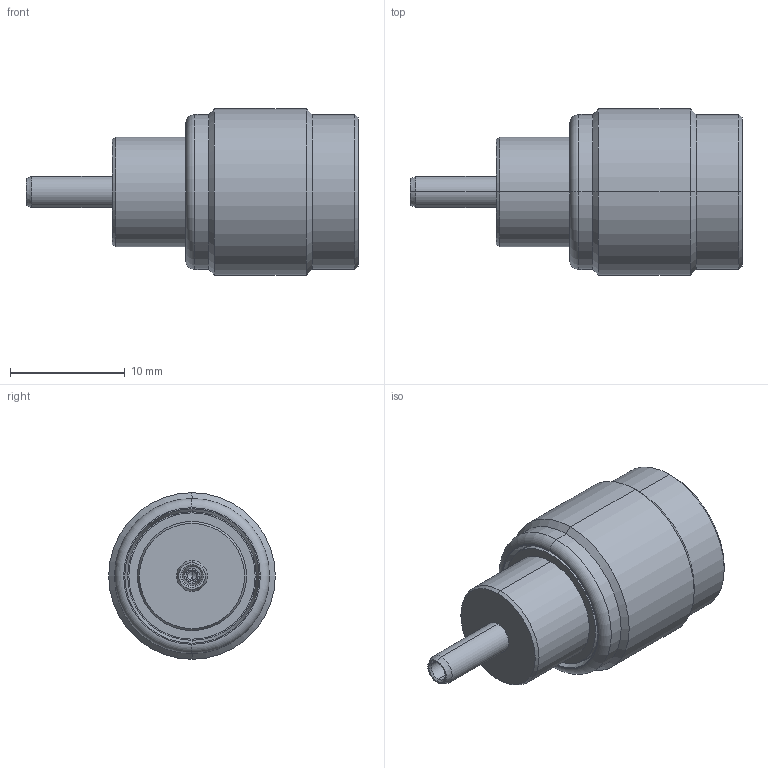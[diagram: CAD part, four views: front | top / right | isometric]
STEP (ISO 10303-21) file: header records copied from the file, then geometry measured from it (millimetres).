
FILE_DESCRIPTION (( 'STEP AP214' ), '1' );
FILE_NAME ('ARTP-1100.STEP', '2018-07-27T14:06:04', ( '' ), ( '' ), 'SwSTEP 2.0', 'SolidWorks 2017', '' );
FILE_SCHEMA (( 'AUTOMOTIVE_DESIGN' ));
Length unit declared in the file: inch
Products named in the file (1): ARTP-1100
Bounding box: 28.9 x 14.5 x 14.5 mm (x, y, z)
Volume: 2073 mm3; surface area: 2489.3 mm2
Topology: 1 solids, 1 shells, 123 faces, 248 edges, 138 vertices
Faces by surface type: cone 60, cylinder 38, plane 15, torus 10
Entity records: 4466 total; most frequent: DIRECTION 638, CARTESIAN_POINT 506, ORIENTED_EDGE 488, AXIS2_PLACEMENT_3D 270, EDGE_CURVE 244, CIRCLE 146, VERTEX_POINT 138, EDGE_LOOP 138
